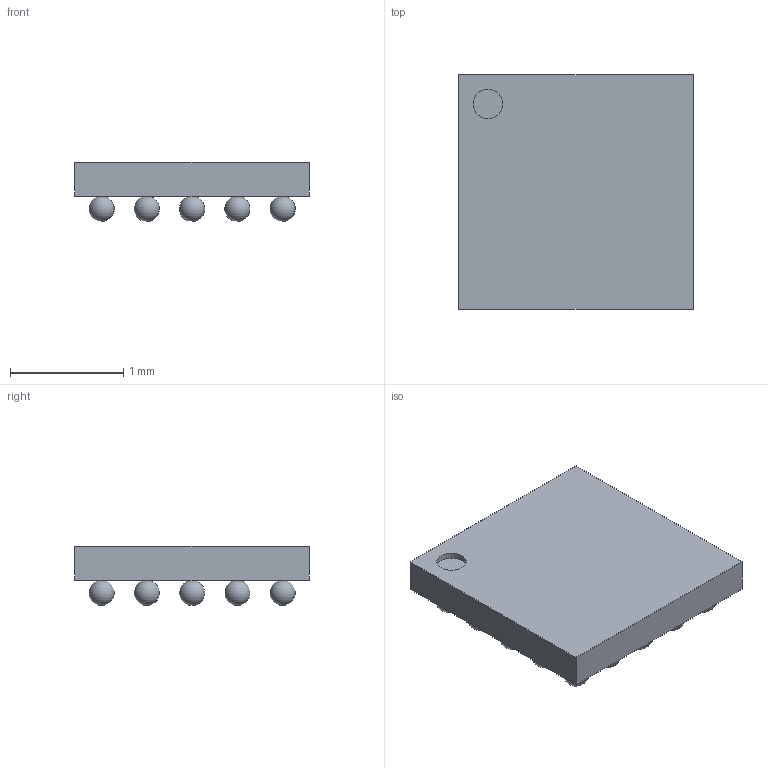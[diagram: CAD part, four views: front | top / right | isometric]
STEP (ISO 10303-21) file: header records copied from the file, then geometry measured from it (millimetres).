
FILE_DESCRIPTION(('FreeCAD Model'),'2;1');
FILE_NAME('14618156.1.1.stp','2021-06-16T06:41:44',( 'Author'),(''),'Open CASCADE STEP processor 6.9','FreeCAD','Unknown' );
FILE_SCHEMA(('AUTOMOTIVE_DESIGN { 1 0 10303 214 1 1 1 1 }'));
Length unit declared in the file: millimetre
Products named in the file (3): ASSEMBLY; Array; Body
Assembly tree (2 placements, depth 2):
  ASSEMBLY
    Array
    Body
Bounding box: 2.08 x 2.08 x 0.52 mm (x, y, z)
Volume: 1.4 mm3; surface area: 15.1 mm2
Topology: 26 solids, 26 shells, 33 faces, 90 edges, 60 vertices
Faces by surface type: sphere 25, plane 7, cylinder 1
Full cylindrical faces by diameter (mm): 0.259 x1
Entity records: 980 total; most frequent: DIRECTION 119, CARTESIAN_POINT 116, LINE 41, VECTOR 41, AXIS2_PLACEMENT_3D 38, VERTEX_POINT 35, FACE_BOUND 34, ADVANCED_FACE 33
